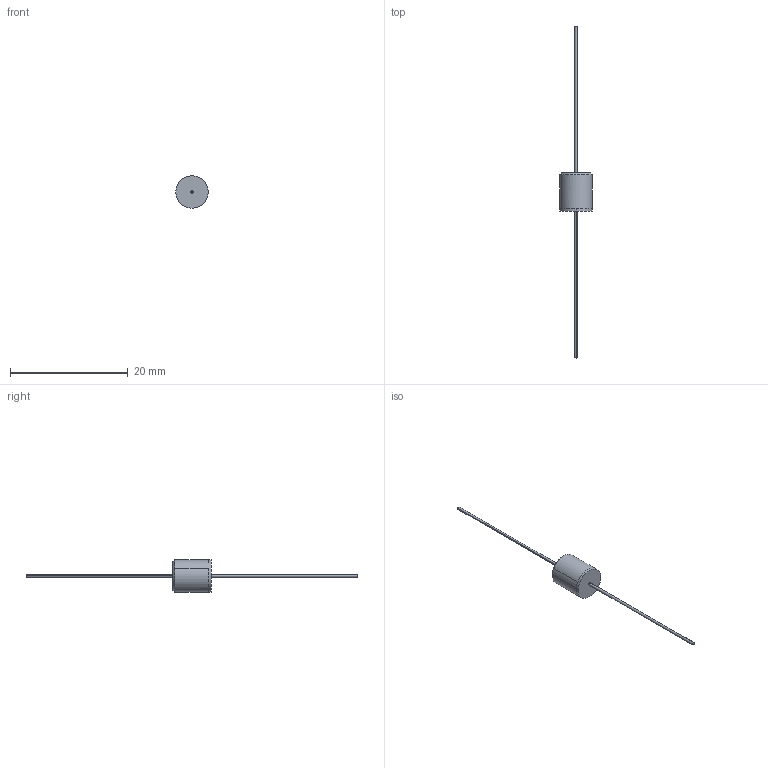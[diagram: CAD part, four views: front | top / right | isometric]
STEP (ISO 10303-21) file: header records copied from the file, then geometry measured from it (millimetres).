
FILE_DESCRIPTION(('CATIA V5 STEP Exchange','CAx-IF Rec.Pracs.--- Model Styling and Organization---1.4--- 2014-01-23'),'2;1');
FILE_NAME('016-80-0001-002_KM.stp','2023-01-24T12:35:59+00:00',('none'),('none'),'CATIA Version 5-6 Release 2018 SP4 HF11','CATIA V5 STEP AP214','none');
FILE_SCHEMA(('AUTOMOTIVE_DESIGN { 1 0 10303 214 1 1 1 1 }'));
Length unit declared in the file: millimetre
Products named in the file (1): 016-80-0001-002_KM
Bounding box: 5.5 x 56.5 x 5.5 mm (x, y, z)
Surface area: 227.4 mm2 (no closed solid volume)
Topology: 0 solids, 1 shells, 15 faces, 32 edges, 22 vertices
Faces by surface type: cylinder 8, plane 5, cone 2
Entity records: 411 total; most frequent: CARTESIAN_POINT 82, ORIENTED_EDGE 64, DIRECTION 50, EDGE_CURVE 32, AXIS2_PLACEMENT_3D 30, VERTEX_POINT 22, CIRCLE 18, EDGE_LOOP 18
